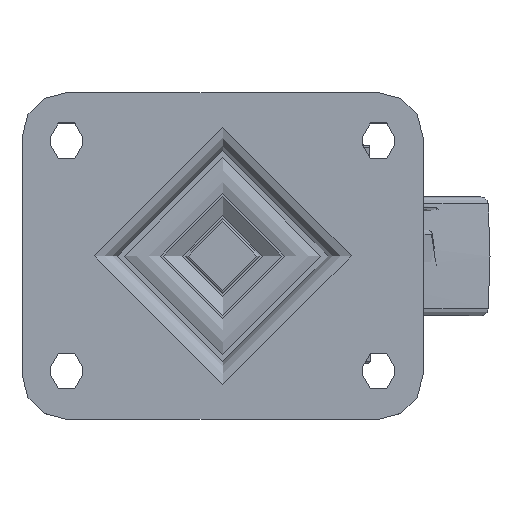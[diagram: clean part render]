
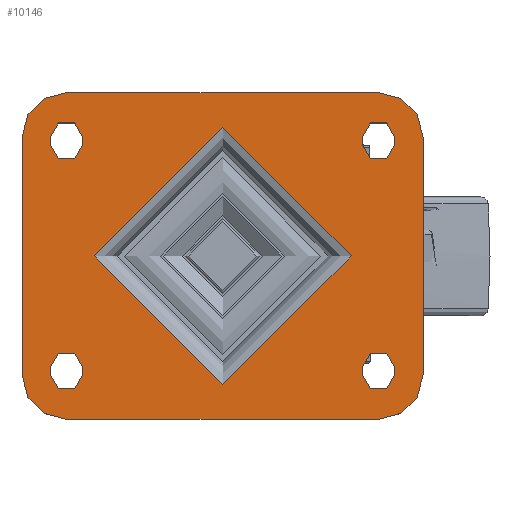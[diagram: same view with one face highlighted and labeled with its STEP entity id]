
A CAD part, top view. The second image highlights one B-rep face of the part: STEP entity #10146.
In plain terms, the highlighted planar face has unit normal (0, 0, 1).
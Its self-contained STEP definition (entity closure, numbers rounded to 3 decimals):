
#767=FACE_BOUND('',#1855,.T.);
#768=FACE_BOUND('',#1856,.T.);
#769=FACE_BOUND('',#1857,.T.);
#770=FACE_BOUND('',#1858,.T.);
#771=FACE_BOUND('',#1859,.T.);
#828=PLANE('',#11032);
#1191=FACE_OUTER_BOUND('',#1854,.T.);
#1854=EDGE_LOOP('',(#6990,#6991,#6992,#6993,#6994,#6995,#6996,#6997));
#1855=EDGE_LOOP('',(#6998,#6999,#7000,#7001));
#1856=EDGE_LOOP('',(#7002,#7003,#7004,#7005));
#1857=EDGE_LOOP('',(#7006,#7007,#7008,#7009));
#1858=EDGE_LOOP('',(#7010,#7011,#7012,#7013));
#1859=EDGE_LOOP('',(#7014));
#2583=LINE('',#15129,#3213);
#2584=LINE('',#15133,#3214);
#2585=LINE('',#15137,#3215);
#2586=LINE('',#15140,#3216);
#2587=LINE('',#15143,#3217);
#2588=LINE('',#15147,#3218);
#2589=LINE('',#15151,#3219);
#2590=LINE('',#15155,#3220);
#2591=LINE('',#15159,#3221);
#2592=LINE('',#15163,#3222);
#2593=LINE('',#15167,#3223);
#2594=LINE('',#15171,#3224);
#3213=VECTOR('',#12280,1000.);
#3214=VECTOR('',#12283,1000.);
#3215=VECTOR('',#12286,1000.);
#3216=VECTOR('',#12289,1000.);
#3217=VECTOR('',#12290,1000.);
#3218=VECTOR('',#12293,1000.);
#3219=VECTOR('',#12296,1000.);
#3220=VECTOR('',#12299,1000.);
#3221=VECTOR('',#12302,1000.);
#3222=VECTOR('',#12305,1000.);
#3223=VECTOR('',#12308,1000.);
#3224=VECTOR('',#12311,1000.);
#3844=CIRCLE('',#11001,43.246);
#3867=CIRCLE('',#11033,15.);
#3868=CIRCLE('',#11034,15.);
#3869=CIRCLE('',#11035,15.);
#3870=CIRCLE('',#11036,15.);
#3871=CIRCLE('',#11037,5.5);
#3872=CIRCLE('',#11038,5.5);
#3873=CIRCLE('',#11039,5.5);
#3874=CIRCLE('',#11040,5.5);
#3875=CIRCLE('',#11041,5.5);
#3876=CIRCLE('',#11042,5.5);
#3877=CIRCLE('',#11043,5.5);
#3878=CIRCLE('',#11044,5.5);
#4402=VERTEX_POINT('',#15046);
#4434=VERTEX_POINT('',#15125);
#4435=VERTEX_POINT('',#15126);
#4436=VERTEX_POINT('',#15128);
#4437=VERTEX_POINT('',#15130);
#4438=VERTEX_POINT('',#15132);
#4439=VERTEX_POINT('',#15134);
#4440=VERTEX_POINT('',#15136);
#4441=VERTEX_POINT('',#15138);
#4442=VERTEX_POINT('',#15141);
#4443=VERTEX_POINT('',#15142);
#4444=VERTEX_POINT('',#15144);
#4445=VERTEX_POINT('',#15146);
#4446=VERTEX_POINT('',#15149);
#4447=VERTEX_POINT('',#15150);
#4448=VERTEX_POINT('',#15152);
#4449=VERTEX_POINT('',#15154);
#4450=VERTEX_POINT('',#15157);
#4451=VERTEX_POINT('',#15158);
#4452=VERTEX_POINT('',#15160);
#4453=VERTEX_POINT('',#15162);
#4454=VERTEX_POINT('',#15165);
#4455=VERTEX_POINT('',#15166);
#4456=VERTEX_POINT('',#15168);
#4457=VERTEX_POINT('',#15170);
#5363=EDGE_CURVE('',#4402,#4402,#3844,.T.);
#5400=EDGE_CURVE('',#4434,#4435,#3867,.T.);
#5401=EDGE_CURVE('',#4436,#4435,#2583,.T.);
#5402=EDGE_CURVE('',#4437,#4436,#3868,.T.);
#5403=EDGE_CURVE('',#4438,#4437,#2584,.T.);
#5404=EDGE_CURVE('',#4439,#4438,#3869,.T.);
#5405=EDGE_CURVE('',#4440,#4439,#2585,.T.);
#5406=EDGE_CURVE('',#4440,#4441,#3870,.T.);
#5407=EDGE_CURVE('',#4434,#4441,#2586,.T.);
#5408=EDGE_CURVE('',#4442,#4443,#2587,.T.);
#5409=EDGE_CURVE('',#4443,#4444,#3871,.T.);
#5410=EDGE_CURVE('',#4444,#4445,#2588,.T.);
#5411=EDGE_CURVE('',#4445,#4442,#3872,.T.);
#5412=EDGE_CURVE('',#4446,#4447,#2589,.T.);
#5413=EDGE_CURVE('',#4447,#4448,#3873,.T.);
#5414=EDGE_CURVE('',#4448,#4449,#2590,.T.);
#5415=EDGE_CURVE('',#4449,#4446,#3874,.T.);
#5416=EDGE_CURVE('',#4450,#4451,#2591,.T.);
#5417=EDGE_CURVE('',#4451,#4452,#3875,.T.);
#5418=EDGE_CURVE('',#4452,#4453,#2592,.T.);
#5419=EDGE_CURVE('',#4453,#4450,#3876,.T.);
#5420=EDGE_CURVE('',#4454,#4455,#2593,.T.);
#5421=EDGE_CURVE('',#4455,#4456,#3877,.T.);
#5422=EDGE_CURVE('',#4456,#4457,#2594,.T.);
#5423=EDGE_CURVE('',#4457,#4454,#3878,.T.);
#6990=ORIENTED_EDGE('',*,*,#5400,.T.);
#6991=ORIENTED_EDGE('',*,*,#5401,.F.);
#6992=ORIENTED_EDGE('',*,*,#5402,.F.);
#6993=ORIENTED_EDGE('',*,*,#5403,.F.);
#6994=ORIENTED_EDGE('',*,*,#5404,.F.);
#6995=ORIENTED_EDGE('',*,*,#5405,.F.);
#6996=ORIENTED_EDGE('',*,*,#5406,.T.);
#6997=ORIENTED_EDGE('',*,*,#5407,.F.);
#6998=ORIENTED_EDGE('',*,*,#5408,.T.);
#6999=ORIENTED_EDGE('',*,*,#5409,.T.);
#7000=ORIENTED_EDGE('',*,*,#5410,.T.);
#7001=ORIENTED_EDGE('',*,*,#5411,.T.);
#7002=ORIENTED_EDGE('',*,*,#5412,.T.);
#7003=ORIENTED_EDGE('',*,*,#5413,.T.);
#7004=ORIENTED_EDGE('',*,*,#5414,.T.);
#7005=ORIENTED_EDGE('',*,*,#5415,.T.);
#7006=ORIENTED_EDGE('',*,*,#5416,.T.);
#7007=ORIENTED_EDGE('',*,*,#5417,.T.);
#7008=ORIENTED_EDGE('',*,*,#5418,.T.);
#7009=ORIENTED_EDGE('',*,*,#5419,.T.);
#7010=ORIENTED_EDGE('',*,*,#5420,.T.);
#7011=ORIENTED_EDGE('',*,*,#5421,.T.);
#7012=ORIENTED_EDGE('',*,*,#5422,.T.);
#7013=ORIENTED_EDGE('',*,*,#5423,.T.);
#7014=ORIENTED_EDGE('',*,*,#5363,.F.);
#10146=ADVANCED_FACE('',(#1191,#767,#768,#769,#770,#771),#828,.T.);
#11001=AXIS2_PLACEMENT_3D('',#15048,#12200,#12201);
#11032=AXIS2_PLACEMENT_3D('',#15124,#12276,#12277);
#11033=AXIS2_PLACEMENT_3D('',#15127,#12278,#12279);
#11034=AXIS2_PLACEMENT_3D('',#15131,#12281,#12282);
#11035=AXIS2_PLACEMENT_3D('',#15135,#12284,#12285);
#11036=AXIS2_PLACEMENT_3D('',#15139,#12287,#12288);
#11037=AXIS2_PLACEMENT_3D('',#15145,#12291,#12292);
#11038=AXIS2_PLACEMENT_3D('',#15148,#12294,#12295);
#11039=AXIS2_PLACEMENT_3D('',#15153,#12297,#12298);
#11040=AXIS2_PLACEMENT_3D('',#15156,#12300,#12301);
#11041=AXIS2_PLACEMENT_3D('',#15161,#12303,#12304);
#11042=AXIS2_PLACEMENT_3D('',#15164,#12306,#12307);
#11043=AXIS2_PLACEMENT_3D('',#15169,#12309,#12310);
#11044=AXIS2_PLACEMENT_3D('',#15172,#12312,#12313);
#12200=DIRECTION('center_axis',(0.,0.,1.));
#12201=DIRECTION('ref_axis',(-1.,0.,0.));
#12276=DIRECTION('center_axis',(0.,0.,1.));
#12277=DIRECTION('ref_axis',(1.,0.,0.));
#12278=DIRECTION('center_axis',(0.,0.,1.));
#12279=DIRECTION('ref_axis',(-1.,0.,0.));
#12280=DIRECTION('',(-1.,0.,0.));
#12281=DIRECTION('center_axis',(0.,0.,-1.));
#12282=DIRECTION('ref_axis',(1.,0.,0.));
#12283=DIRECTION('',(0.,-1.,0.));
#12284=DIRECTION('center_axis',(0.,0.,-1.));
#12285=DIRECTION('ref_axis',(0.,1.,0.));
#12286=DIRECTION('',(1.,0.,0.));
#12287=DIRECTION('center_axis',(0.,0.,1.));
#12288=DIRECTION('ref_axis',(0.,1.,0.));
#12289=DIRECTION('',(0.,1.,0.));
#12290=DIRECTION('',(0.,-1.,0.));
#12291=DIRECTION('center_axis',(0.,0.,-1.));
#12292=DIRECTION('ref_axis',(1.,0.,0.));
#12293=DIRECTION('',(0.,1.,0.));
#12294=DIRECTION('center_axis',(0.,0.,-1.));
#12295=DIRECTION('ref_axis',(1.,0.,0.));
#12296=DIRECTION('',(0.,1.,0.));
#12297=DIRECTION('center_axis',(0.,0.,-1.));
#12298=DIRECTION('ref_axis',(1.,0.,0.));
#12299=DIRECTION('',(0.,-1.,0.));
#12300=DIRECTION('center_axis',(0.,0.,-1.));
#12301=DIRECTION('ref_axis',(1.,0.,0.));
#12302=DIRECTION('',(0.,-1.,0.));
#12303=DIRECTION('center_axis',(0.,0.,-1.));
#12304=DIRECTION('ref_axis',(-1.,0.,0.));
#12305=DIRECTION('',(0.,1.,0.));
#12306=DIRECTION('center_axis',(0.,0.,-1.));
#12307=DIRECTION('ref_axis',(-1.,0.,0.));
#12308=DIRECTION('',(0.,1.,0.));
#12309=DIRECTION('center_axis',(0.,0.,-1.));
#12310=DIRECTION('ref_axis',(-1.,0.,0.));
#12311=DIRECTION('',(0.,-1.,0.));
#12312=DIRECTION('center_axis',(0.,0.,-1.));
#12313=DIRECTION('ref_axis',(-1.,0.,0.));
#15046=CARTESIAN_POINT('',(43.246,0.,0.));
#15048=CARTESIAN_POINT('Origin',(0.,0.,0.));
#15124=CARTESIAN_POINT('Origin',(0.,0.,0.));
#15125=CARTESIAN_POINT('',(-67.5,-40.,0.));
#15126=CARTESIAN_POINT('',(-52.5,-55.,0.));
#15127=CARTESIAN_POINT('Origin',(-52.5,-40.,0.));
#15128=CARTESIAN_POINT('',(52.5,-55.,0.));
#15129=CARTESIAN_POINT('',(52.5,-55.,0.));
#15130=CARTESIAN_POINT('',(67.5,-40.,0.));
#15131=CARTESIAN_POINT('Origin',(52.5,-40.,0.));
#15132=CARTESIAN_POINT('',(67.5,40.,0.));
#15133=CARTESIAN_POINT('',(67.5,40.,0.));
#15134=CARTESIAN_POINT('',(52.5,55.,0.));
#15135=CARTESIAN_POINT('Origin',(52.5,40.,0.));
#15136=CARTESIAN_POINT('',(-52.5,55.,0.));
#15137=CARTESIAN_POINT('',(-52.5,55.,0.));
#15138=CARTESIAN_POINT('',(-67.5,40.,0.));
#15139=CARTESIAN_POINT('Origin',(-52.5,40.,0.));
#15140=CARTESIAN_POINT('',(-67.5,-40.,0.));
#15141=CARTESIAN_POINT('',(-47.,40.,0.));
#15142=CARTESIAN_POINT('',(-47.,37.5,0.));
#15143=CARTESIAN_POINT('',(-47.,37.5,0.));
#15144=CARTESIAN_POINT('',(-58.,37.5,0.));
#15145=CARTESIAN_POINT('Origin',(-52.5,37.5,0.));
#15146=CARTESIAN_POINT('',(-58.,40.,0.));
#15147=CARTESIAN_POINT('',(-58.,37.5,0.));
#15148=CARTESIAN_POINT('Origin',(-52.5,40.,0.));
#15149=CARTESIAN_POINT('',(-58.,-40.,0.));
#15150=CARTESIAN_POINT('',(-58.,-37.5,0.));
#15151=CARTESIAN_POINT('',(-58.,-37.5,0.));
#15152=CARTESIAN_POINT('',(-47.,-37.5,0.));
#15153=CARTESIAN_POINT('Origin',(-52.5,-37.5,0.));
#15154=CARTESIAN_POINT('',(-47.,-40.,0.));
#15155=CARTESIAN_POINT('',(-47.,-37.5,0.));
#15156=CARTESIAN_POINT('Origin',(-52.5,-40.,0.));
#15157=CARTESIAN_POINT('',(58.,40.,0.));
#15158=CARTESIAN_POINT('',(58.,37.5,0.));
#15159=CARTESIAN_POINT('',(58.,37.5,0.));
#15160=CARTESIAN_POINT('',(47.,37.5,0.));
#15161=CARTESIAN_POINT('Origin',(52.5,37.5,0.));
#15162=CARTESIAN_POINT('',(47.,40.,0.));
#15163=CARTESIAN_POINT('',(47.,37.5,0.));
#15164=CARTESIAN_POINT('Origin',(52.5,40.,0.));
#15165=CARTESIAN_POINT('',(47.,-40.,0.));
#15166=CARTESIAN_POINT('',(47.,-37.5,0.));
#15167=CARTESIAN_POINT('',(47.,-37.5,0.));
#15168=CARTESIAN_POINT('',(58.,-37.5,0.));
#15169=CARTESIAN_POINT('Origin',(52.5,-37.5,0.));
#15170=CARTESIAN_POINT('',(58.,-40.,0.));
#15171=CARTESIAN_POINT('',(58.,-37.5,0.));
#15172=CARTESIAN_POINT('Origin',(52.5,-40.,0.));
